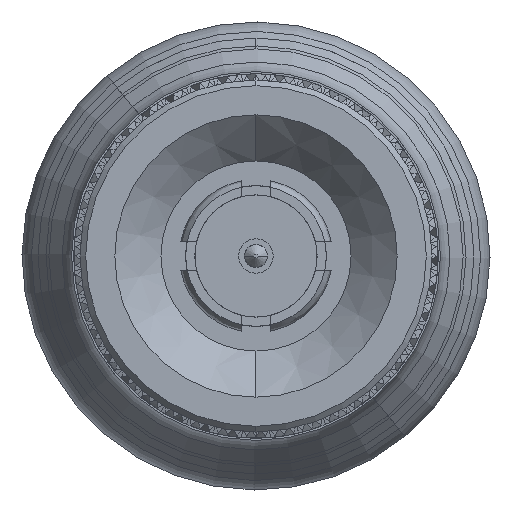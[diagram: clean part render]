
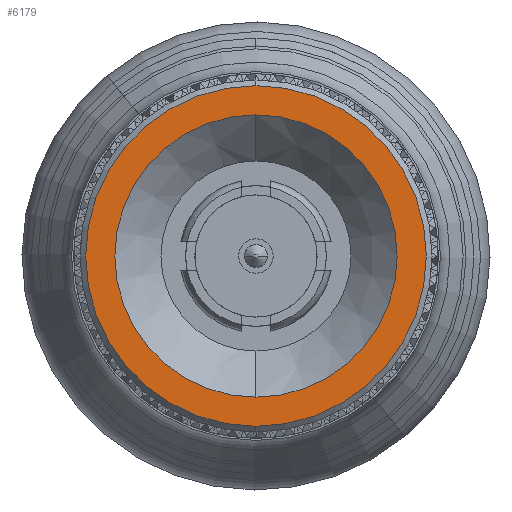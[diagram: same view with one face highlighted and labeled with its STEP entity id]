
A CAD part, left-side view. The second image highlights one B-rep face of the part: STEP entity #6179.
In plain terms, the highlighted planar face has unit normal (-1, 0, 0).
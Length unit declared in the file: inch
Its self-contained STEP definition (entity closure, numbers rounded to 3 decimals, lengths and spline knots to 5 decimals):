
#32 = FACE_OUTER_BOUND ( 'NONE', #15333, .T. ) ;
#2548 = EDGE_CURVE ( 'NONE', #22203, #50131, #47208, .T. ) ;
#3049 = DIRECTION ( 'NONE',  ( 0., 0., 1. ) ) ;
#3158 = AXIS2_PLACEMENT_3D ( 'NONE', #71846, #58161, #55745 ) ;
#3829 = DIRECTION ( 'NONE',  ( -1., 0., 0. ) ) ;
#4956 = EDGE_CURVE ( 'NONE', #50131, #22203, #37029, .T. ) ;
#6179 = ADVANCED_FACE ( 'NONE', ( #32, #23988 ), #34228, .F. ) ;
#8256 = ORIENTED_EDGE ( 'NONE', *, *, #4956, .F. ) ;
#8716 = CARTESIAN_POINT ( 'NONE',  ( -0.62963, -0.00002, 0.1225 ) ) ;
#11892 = DIRECTION ( 'NONE',  ( -1., 0., 0. ) ) ;
#12344 = ORIENTED_EDGE ( 'NONE', *, *, #14409, .F. ) ;
#12827 = VERTEX_POINT ( 'NONE', #18569 ) ;
#14409 = EDGE_CURVE ( 'NONE', #76214, #12827, #30402, .T. ) ;
#15333 = EDGE_LOOP ( 'NONE', ( #66249, #12344 ) ) ;
#17532 = DIRECTION ( 'NONE',  ( 0., 0., -1. ) ) ;
#18569 = CARTESIAN_POINT ( 'NONE',  ( -0.62963, -0.00002, -0.14775 ) ) ;
#22203 = VERTEX_POINT ( 'NONE', #8716 ) ;
#23988 = FACE_BOUND ( 'NONE', #53091, .T. ) ;
#29541 = AXIS2_PLACEMENT_3D ( 'NONE', #41325, #11892, #65289 ) ;
#29699 = CARTESIAN_POINT ( 'NONE',  ( -0.62963, -0.00002, 0. ) ) ;
#29812 = AXIS2_PLACEMENT_3D ( 'NONE', #39605, #75725, #45516 ) ;
#30402 = CIRCLE ( 'NONE', #50376, 0.14775 ) ;
#32983 = ORIENTED_EDGE ( 'NONE', *, *, #2548, .F. ) ;
#34228 = PLANE ( 'NONE',  #3158 ) ;
#37029 = CIRCLE ( 'NONE', #29541, 0.1225 ) ;
#39605 = CARTESIAN_POINT ( 'NONE',  ( -0.62963, -0.00002, 0. ) ) ;
#41325 = CARTESIAN_POINT ( 'NONE',  ( -0.62963, -0.00002, 0. ) ) ;
#42405 = EDGE_CURVE ( 'NONE', #12827, #76214, #63655, .T. ) ;
#44241 = CARTESIAN_POINT ( 'NONE',  ( -0.62963, -0.00002, -0.1225 ) ) ;
#45516 = DIRECTION ( 'NONE',  ( 0., 0., -1. ) ) ;
#46575 = DIRECTION ( 'NONE',  ( 1., 0., 0. ) ) ;
#47208 = CIRCLE ( 'NONE', #64768, 0.1225 ) ;
#50131 = VERTEX_POINT ( 'NONE', #44241 ) ;
#50376 = AXIS2_PLACEMENT_3D ( 'NONE', #29699, #46575, #17532 ) ;
#53091 = EDGE_LOOP ( 'NONE', ( #32983, #8256 ) ) ;
#55745 = DIRECTION ( 'NONE',  ( 0., 0., -1. ) ) ;
#58161 = DIRECTION ( 'NONE',  ( 1., 0., 0. ) ) ;
#63473 = CARTESIAN_POINT ( 'NONE',  ( -0.62963, -0.00002, 0. ) ) ;
#63655 = CIRCLE ( 'NONE', #29812, 0.14775 ) ;
#64768 = AXIS2_PLACEMENT_3D ( 'NONE', #63473, #3829, #3049 ) ;
#65289 = DIRECTION ( 'NONE',  ( 0., 0., 1. ) ) ;
#66249 = ORIENTED_EDGE ( 'NONE', *, *, #42405, .F. ) ;
#71846 = CARTESIAN_POINT ( 'NONE',  ( -0.62963, 0., 0. ) ) ;
#73716 = CARTESIAN_POINT ( 'NONE',  ( -0.62963, -0.00002, 0.14775 ) ) ;
#75725 = DIRECTION ( 'NONE',  ( 1., 0., 0. ) ) ;
#76214 = VERTEX_POINT ( 'NONE', #73716 ) ;
